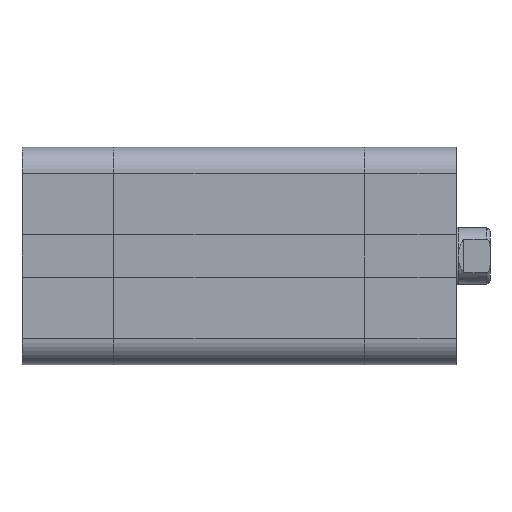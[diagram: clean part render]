
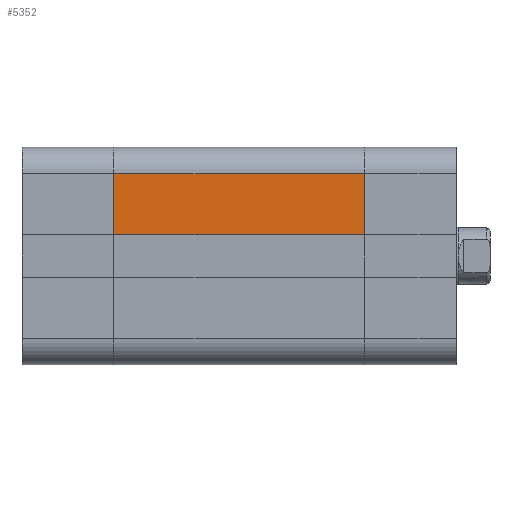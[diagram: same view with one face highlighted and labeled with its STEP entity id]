
A CAD part, front view. The second image highlights one B-rep face of the part: STEP entity #5352.
In plain terms, the highlighted planar face has unit normal (0, -1, 0).
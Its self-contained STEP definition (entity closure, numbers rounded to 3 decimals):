
#455 = ORIENTED_EDGE ( 'NONE', *, *, #2240, .T. ) ;
#472 = ORIENTED_EDGE ( 'NONE', *, *, #2241, .T. ) ;
#579 = ORIENTED_EDGE ( 'NONE', *, *, #2230, .F. ) ;
#616 = ORIENTED_EDGE ( 'NONE', *, *, #2239, .F. ) ;
#2230 = EDGE_CURVE ( 'NONE', #7884, #7918, #5701, .T. ) ;
#2239 = EDGE_CURVE ( 'NONE', #7918, #7881, #5717, .T. ) ;
#2240 = EDGE_CURVE ( 'NONE', #7882, #7881, #5725, .T. ) ;
#2241 = EDGE_CURVE ( 'NONE', #7884, #7882, #5714, .T. ) ;
#2964 = AXIS2_PLACEMENT_3D ( 'NONE', #7317, #7320, #7321 ) ;
#4171 = CARTESIAN_POINT ( 'NONE',  ( -11., -14.5, -33.5 ) ) ;
#4189 = DIRECTION ( 'NONE',  ( 0., 0., 1. ) ) ;
#4205 = CARTESIAN_POINT ( 'NONE',  ( -11., -14.5, 0. ) ) ;
#4207 = CARTESIAN_POINT ( 'NONE',  ( -11., -14.5, -33.5 ) ) ;
#4208 = DIRECTION ( 'NONE',  ( 1., 0., 0. ) ) ;
#4209 = CARTESIAN_POINT ( 'NONE',  ( -2.85, -14.5, -33.5 ) ) ;
#4210 = DIRECTION ( 'NONE',  ( 0., 0., 1. ) ) ;
#4212 = DIRECTION ( 'NONE',  ( 1., 0., 0. ) ) ;
#4231 = CARTESIAN_POINT ( 'NONE',  ( -11., -14.5, 0. ) ) ;
#4626 = EDGE_LOOP ( 'NONE', ( #455, #616, #579, #472 ) ) ;
#5352 = ADVANCED_FACE ( 'NONE', ( #6381 ), #7318, .T. ) ;
#5701 = LINE ( 'NONE', #4171, #5706 ) ;
#5706 = VECTOR ( 'NONE', #4189, 1000. ) ;
#5714 = LINE ( 'NONE', #4207, #5727 ) ;
#5717 = LINE ( 'NONE', #4205, #5723 ) ;
#5723 = VECTOR ( 'NONE', #4208, 1000. ) ;
#5725 = LINE ( 'NONE', #4209, #5726 ) ;
#5726 = VECTOR ( 'NONE', #4210, 1000. ) ;
#5727 = VECTOR ( 'NONE', #4212, 1000. ) ;
#6381 = FACE_OUTER_BOUND ( 'NONE', #4626, .T. ) ;
#7317 = CARTESIAN_POINT ( 'NONE',  ( -11., -14.5, -33.5 ) ) ;
#7318 = PLANE ( 'NONE',  #2964 ) ;
#7320 = DIRECTION ( 'NONE',  ( 0., -1., 0. ) ) ;
#7321 = DIRECTION ( 'NONE',  ( 0., 0., -1. ) ) ;
#7742 = CARTESIAN_POINT ( 'NONE',  ( -2.85, -14.5, 0. ) ) ;
#7743 = CARTESIAN_POINT ( 'NONE',  ( -2.85, -14.5, -33.5 ) ) ;
#7745 = CARTESIAN_POINT ( 'NONE',  ( -11., -14.5, -33.5 ) ) ;
#7881 = VERTEX_POINT ( 'NONE', #7742 ) ;
#7882 = VERTEX_POINT ( 'NONE', #7743 ) ;
#7884 = VERTEX_POINT ( 'NONE', #7745 ) ;
#7918 = VERTEX_POINT ( 'NONE', #4231 ) ;
